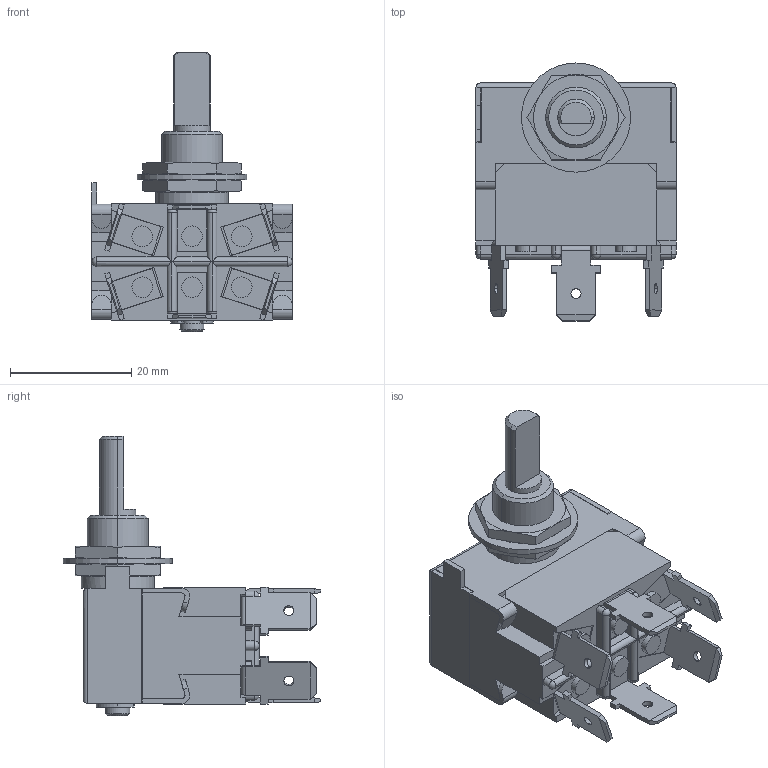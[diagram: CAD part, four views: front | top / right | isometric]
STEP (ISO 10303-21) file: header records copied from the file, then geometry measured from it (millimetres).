
FILE_DESCRIPTION (( 'STEP AP203' ), '1' );
FILE_NAME ('ARP05.STEP', '2020-03-05T00:19:17', ( '' ), ( '' ), 'SwSTEP 2.0', 'SolidWorks 2018', '' );
FILE_SCHEMA (( 'CONFIG_CONTROL_DESIGN' ));
Length unit declared in the file: millimetre
Products named in the file (7): 働乕僗 2嬌 (A僔儕乕僘); ARP05; 5端子 (Aシリーズ); 9801 0274 20(ナット); 9803 B269 20(L儚僢僔儍乕); 上組 ロータリー(2極) (Aシリーズ); 壓慻 2嬌 5抂巕 (A僔儕乕僘)
Assembly tree (12 placements, depth 3):
  ARP05
    上組 ロータリー(2極) (Aシリーズ)
    9801 0274 20(ナット)  x2
    9803 B269 20(L儚僢僔儍乕)
    壓慻 2嬌 5抂巕 (A僔儕乕僘)
      働乕僗 2嬌 (A僔儕乕僘)
      5端子 (Aシリーズ)  x6
Bounding box: 33 x 42.5 x 46 mm (x, y, z)
Volume: 18662.8 mm3; surface area: 12580.5 mm2
Topology: 12 solids, 12 shells, 491 faces, 1247 edges, 792 vertices
Faces by surface type: plane 303, cylinder 151, cone 31, sphere 6
Entity records: 10794 total; most frequent: CARTESIAN_POINT 1826, DIRECTION 1719, ORIENTED_EDGE 1676, EDGE_CURVE 838, AXIS2_PLACEMENT_3D 579, VECTOR 561, LINE 561, VERTEX_POINT 534
